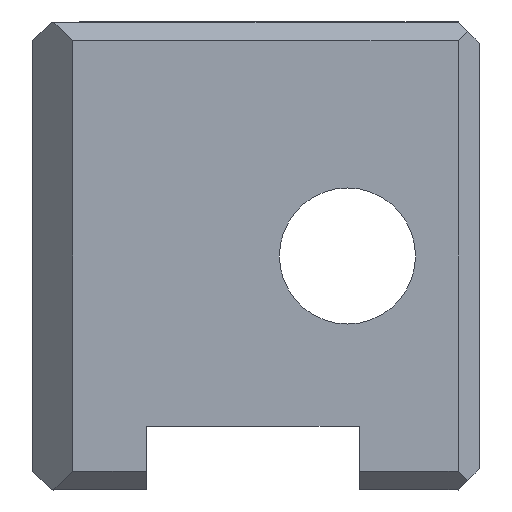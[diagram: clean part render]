
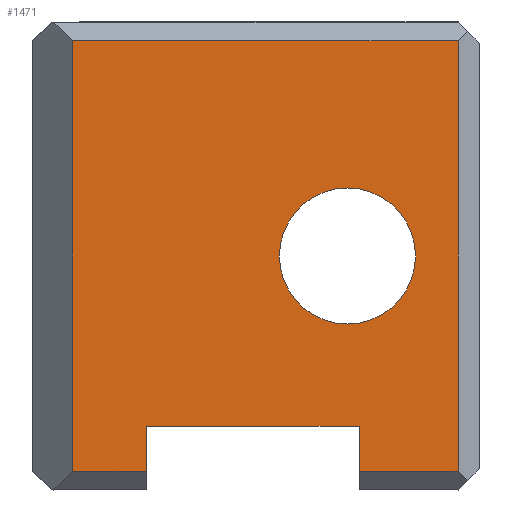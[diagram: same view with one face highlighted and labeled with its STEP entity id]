
A CAD part, left-side view. The second image highlights one B-rep face of the part: STEP entity #1471.
In plain terms, the highlighted planar face has unit normal (-1, 0, 0).
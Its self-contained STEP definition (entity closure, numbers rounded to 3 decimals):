
#21=FACE_BOUND('',#126,.T.);
#51=FACE_OUTER_BOUND('',#125,.T.);
#125=EDGE_LOOP('',(#1125,#1126,#1127,#1128,#1129,#1130,#1131,#1132));
#126=EDGE_LOOP('',(#1133));
#173=CIRCLE('',#1560,1.6);
#185=LINE('',#1995,#390);
#223=LINE('',#2073,#428);
#232=LINE('',#2089,#437);
#252=LINE('',#2130,#457);
#295=LINE('',#2217,#500);
#304=LINE('',#2232,#509);
#305=LINE('',#2235,#510);
#306=LINE('',#2236,#511);
#390=VECTOR('',#1620,10.);
#428=VECTOR('',#1662,10.);
#437=VECTOR('',#1673,10.);
#457=VECTOR('',#1699,1000.);
#500=VECTOR('',#1782,10.);
#509=VECTOR('',#1795,1000.);
#510=VECTOR('',#1798,1000.);
#511=VECTOR('',#1799,1000.);
#595=VERTEX_POINT('',#1992);
#596=VERTEX_POINT('',#1994);
#633=VERTEX_POINT('',#2070);
#637=VERTEX_POINT('',#2079);
#658=VERTEX_POINT('',#2129);
#681=VERTEX_POINT('',#2214);
#682=VERTEX_POINT('',#2216);
#687=VERTEX_POINT('',#2234);
#688=VERTEX_POINT('',#2237);
#737=EDGE_CURVE('',#596,#595,#185,.T.);
#776=EDGE_CURVE('',#595,#633,#223,.T.);
#785=EDGE_CURVE('',#637,#596,#232,.T.);
#805=EDGE_CURVE('',#658,#637,#252,.T.);
#848=EDGE_CURVE('',#681,#682,#295,.T.);
#857=EDGE_CURVE('',#633,#682,#304,.T.);
#858=EDGE_CURVE('',#681,#687,#305,.F.);
#859=EDGE_CURVE('',#687,#658,#306,.T.);
#860=EDGE_CURVE('',#688,#688,#173,.T.);
#1125=ORIENTED_EDGE('',*,*,#776,.T.);
#1126=ORIENTED_EDGE('',*,*,#857,.T.);
#1127=ORIENTED_EDGE('',*,*,#848,.F.);
#1128=ORIENTED_EDGE('',*,*,#858,.T.);
#1129=ORIENTED_EDGE('',*,*,#859,.T.);
#1130=ORIENTED_EDGE('',*,*,#805,.T.);
#1131=ORIENTED_EDGE('',*,*,#785,.T.);
#1132=ORIENTED_EDGE('',*,*,#737,.T.);
#1133=ORIENTED_EDGE('',*,*,#860,.T.);
#1403=PLANE('',#1559);
#1471=ADVANCED_FACE('',(#51,#21),#1403,.T.);
#1559=AXIS2_PLACEMENT_3D('',#2233,#1796,#1797);
#1560=AXIS2_PLACEMENT_3D('',#2238,#1800,#1801);
#1620=DIRECTION('',(0.,-1.,0.));
#1662=DIRECTION('',(0.,0.,-1.));
#1673=DIRECTION('',(0.,0.,1.));
#1699=DIRECTION('',(0.,-1.,0.));
#1782=DIRECTION('',(0.,0.,-1.));
#1795=DIRECTION('',(0.,-1.,0.));
#1796=DIRECTION('center_axis',(-1.,0.,0.));
#1797=DIRECTION('ref_axis',(0.,0.,-1.));
#1798=DIRECTION('',(0.,-1.,0.));
#1799=DIRECTION('',(0.,0.,-1.));
#1800=DIRECTION('center_axis',(1.,0.,0.));
#1801=DIRECTION('ref_axis',(0.,0.,-1.));
#1992=CARTESIAN_POINT('',(-0.5,5.184,1.5));
#1994=CARTESIAN_POINT('',(-0.5,10.188,1.5));
#1995=CARTESIAN_POINT('',(-0.5,8.198,1.5));
#2070=CARTESIAN_POINT('',(-0.5,5.184,0.441));
#2073=CARTESIAN_POINT('',(-0.5,5.184,6.3));
#2079=CARTESIAN_POINT('',(-0.5,10.188,0.441));
#2089=CARTESIAN_POINT('',(-0.5,10.188,5.55));
#2129=CARTESIAN_POINT('',(-0.5,11.917,0.441));
#2130=CARTESIAN_POINT('',(-0.5,6.209,0.441));
#2214=CARTESIAN_POINT('',(-0.5,2.859,10.559));
#2216=CARTESIAN_POINT('',(-0.5,2.859,0.441));
#2217=CARTESIAN_POINT('',(-0.5,2.859,11.1));
#2232=CARTESIAN_POINT('',(-0.5,6.209,0.441));
#2233=CARTESIAN_POINT('Origin',(-0.5,6.209,11.1));
#2234=CARTESIAN_POINT('',(-0.5,11.917,10.559));
#2235=CARTESIAN_POINT('',(-0.5,6.209,10.559));
#2236=CARTESIAN_POINT('',(-0.5,11.917,11.1));
#2237=CARTESIAN_POINT('',(-0.5,3.859,5.5));
#2238=CARTESIAN_POINT('Origin',(-0.5,5.459,5.5));
